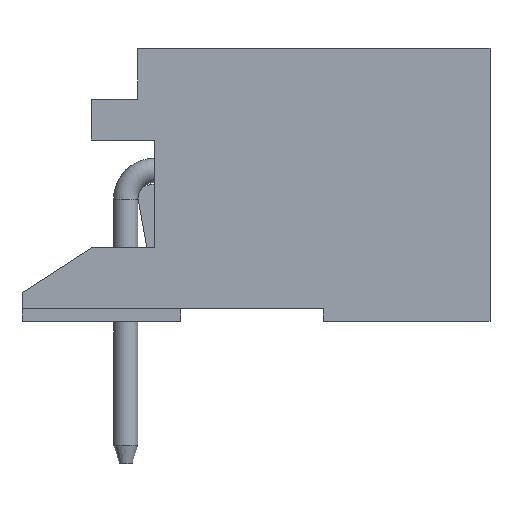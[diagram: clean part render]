
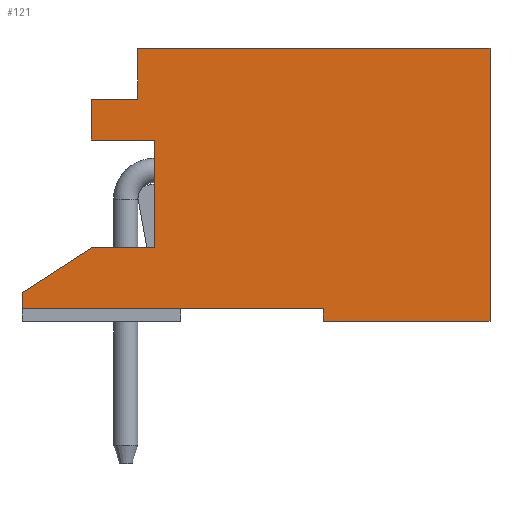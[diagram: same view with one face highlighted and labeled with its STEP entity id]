
A CAD part, left-side view. The second image highlights one B-rep face of the part: STEP entity #121.
In plain terms, the highlighted planar face has unit normal (-1, 0, 0).
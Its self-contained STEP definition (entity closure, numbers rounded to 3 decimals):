
#46=FACE_OUTER_BOUND('',#687,.T.);
#121=ADVANCED_FACE('',(#46),#198,.T.);
#198=PLANE('',#1593);
#272=LINE('',#2094,#461);
#275=LINE('',#2104,#464);
#294=LINE('',#2182,#483);
#306=LINE('',#2246,#495);
#307=LINE('',#2248,#496);
#308=LINE('',#2250,#497);
#309=LINE('',#2252,#498);
#310=LINE('',#2254,#499);
#311=LINE('',#2256,#500);
#312=LINE('',#2258,#501);
#313=LINE('',#2260,#502);
#314=LINE('',#2261,#503);
#315=LINE('',#2263,#504);
#461=VECTOR('',#1694,1.);
#464=VECTOR('',#1703,1.);
#483=VECTOR('',#1730,1.);
#495=VECTOR('',#1754,1.);
#496=VECTOR('',#1755,1.);
#497=VECTOR('',#1756,1.);
#498=VECTOR('',#1757,1.);
#499=VECTOR('',#1758,1.);
#500=VECTOR('',#1759,1.);
#501=VECTOR('',#1760,1.);
#502=VECTOR('',#1761,1.);
#503=VECTOR('',#1762,1.);
#504=VECTOR('',#1763,1.);
#687=EDGE_LOOP('',(#838,#839,#840,#841,#842,#843,#844,#845,#846,#847,#848,
#849,#850));
#838=ORIENTED_EDGE('',*,*,#1385,.T.);
#839=ORIENTED_EDGE('',*,*,#1402,.T.);
#840=ORIENTED_EDGE('',*,*,#1403,.T.);
#841=ORIENTED_EDGE('',*,*,#1404,.F.);
#842=ORIENTED_EDGE('',*,*,#1405,.F.);
#843=ORIENTED_EDGE('',*,*,#1406,.T.);
#844=ORIENTED_EDGE('',*,*,#1407,.T.);
#845=ORIENTED_EDGE('',*,*,#1408,.T.);
#846=ORIENTED_EDGE('',*,*,#1409,.T.);
#847=ORIENTED_EDGE('',*,*,#1362,.T.);
#848=ORIENTED_EDGE('',*,*,#1357,.T.);
#849=ORIENTED_EDGE('',*,*,#1410,.T.);
#850=ORIENTED_EDGE('',*,*,#1411,.T.);
#1200=VERTEX_POINT('',#2072);
#1211=VERTEX_POINT('',#2093);
#1216=VERTEX_POINT('',#2105);
#1236=VERTEX_POINT('',#2181);
#1237=VERTEX_POINT('',#2183);
#1249=VERTEX_POINT('',#2247);
#1250=VERTEX_POINT('',#2249);
#1251=VERTEX_POINT('',#2251);
#1252=VERTEX_POINT('',#2253);
#1253=VERTEX_POINT('',#2255);
#1254=VERTEX_POINT('',#2257);
#1255=VERTEX_POINT('',#2259);
#1256=VERTEX_POINT('',#2262);
#1357=EDGE_CURVE('',#1200,#1211,#272,.T.);
#1362=EDGE_CURVE('',#1216,#1200,#275,.T.);
#1385=EDGE_CURVE('',#1237,#1236,#294,.T.);
#1402=EDGE_CURVE('',#1236,#1249,#306,.T.);
#1403=EDGE_CURVE('',#1249,#1250,#307,.T.);
#1404=EDGE_CURVE('',#1251,#1250,#308,.T.);
#1405=EDGE_CURVE('',#1252,#1251,#309,.T.);
#1406=EDGE_CURVE('',#1252,#1253,#310,.T.);
#1407=EDGE_CURVE('',#1253,#1254,#311,.T.);
#1408=EDGE_CURVE('',#1254,#1255,#312,.T.);
#1409=EDGE_CURVE('',#1255,#1216,#313,.T.);
#1410=EDGE_CURVE('',#1211,#1256,#314,.T.);
#1411=EDGE_CURVE('',#1256,#1237,#315,.T.);
#1593=AXIS2_PLACEMENT_3D('',#2264,#1764,#1765);
#1694=DIRECTION('',(0.,1.,0.));
#1703=DIRECTION('',(0.,0.,-1.));
#1730=DIRECTION('',(0.,-1.,0.));
#1754=DIRECTION('',(0.,0.,-1.));
#1755=DIRECTION('',(0.,-1.,0.));
#1756=DIRECTION('',(0.,0.,-1.));
#1757=DIRECTION('',(0.,-1.,0.));
#1758=DIRECTION('',(0.,0.,-1.));
#1759=DIRECTION('',(0.,1.,0.));
#1760=DIRECTION('',(0.,0.,-1.));
#1761=DIRECTION('',(0.,-1.,0.));
#1762=DIRECTION('',(0.,0.84,-0.543));
#1763=DIRECTION('',(0.,0.,-1.));
#1764=DIRECTION('',(-1.,0.,0.));
#1765=DIRECTION('',(0.,0.,1.));
#2072=CARTESIAN_POINT('',(-3.7,11.15,1.5));
#2093=CARTESIAN_POINT('',(-3.7,12.7,1.5));
#2094=CARTESIAN_POINT('',(-3.7,11.15,1.5));
#2104=CARTESIAN_POINT('',(-3.7,11.15,4.15));
#2105=CARTESIAN_POINT('',(-3.7,11.15,4.15));
#2181=CARTESIAN_POINT('',(-3.7,7.,0.));
#2182=CARTESIAN_POINT('',(-3.7,14.4,0.));
#2183=CARTESIAN_POINT('',(-3.7,14.4,0.));
#2246=CARTESIAN_POINT('',(-3.7,7.,0.));
#2247=CARTESIAN_POINT('',(-3.7,7.,-0.3));
#2248=CARTESIAN_POINT('',(-3.7,14.4,-0.3));
#2249=CARTESIAN_POINT('',(-3.7,2.9,-0.3));
#2250=CARTESIAN_POINT('',(-3.7,2.9,6.4));
#2251=CARTESIAN_POINT('',(-3.7,2.9,6.4));
#2252=CARTESIAN_POINT('',(-3.7,14.4,6.4));
#2253=CARTESIAN_POINT('',(-3.7,11.55,6.4));
#2254=CARTESIAN_POINT('',(-3.7,11.55,6.4));
#2255=CARTESIAN_POINT('',(-3.7,11.55,5.15));
#2256=CARTESIAN_POINT('',(-3.7,11.55,5.15));
#2257=CARTESIAN_POINT('',(-3.7,12.7,5.15));
#2258=CARTESIAN_POINT('',(-3.7,12.7,5.15));
#2259=CARTESIAN_POINT('',(-3.7,12.7,4.15));
#2260=CARTESIAN_POINT('',(-3.7,12.7,4.15));
#2261=CARTESIAN_POINT('',(-3.7,12.7,1.5));
#2262=CARTESIAN_POINT('',(-3.7,14.4,0.4));
#2263=CARTESIAN_POINT('',(-3.7,14.4,6.4));
#2264=CARTESIAN_POINT('',(-3.7,14.4,6.4));
